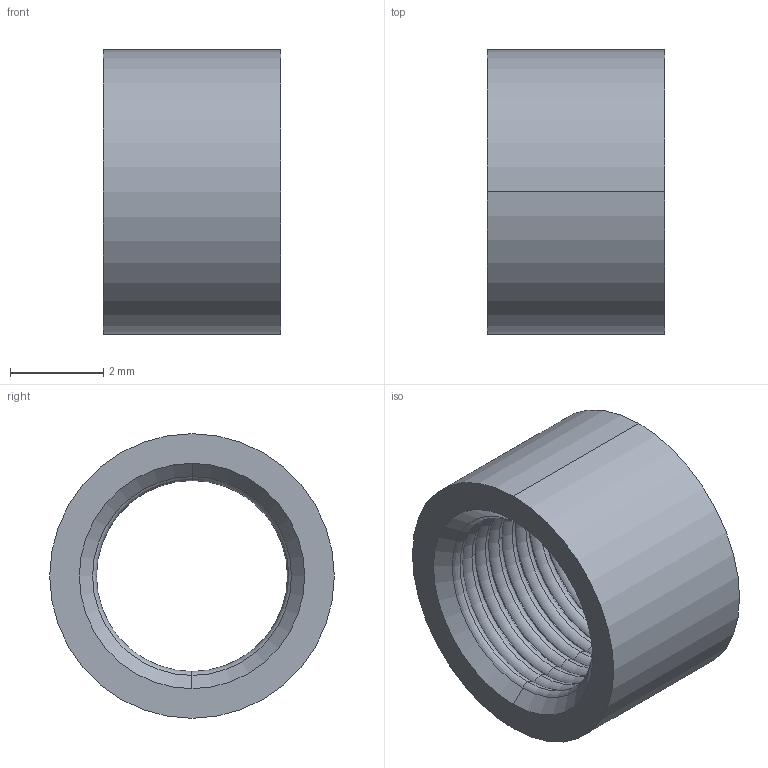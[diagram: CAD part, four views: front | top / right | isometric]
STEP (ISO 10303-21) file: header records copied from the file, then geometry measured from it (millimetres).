
FILE_DESCRIPTION (( 'STEP AP203' ), '1' );
FILE_NAME ('RNG 165.STEP', '2019-12-26T16:39:33', ( '' ), ( '' ), 'SwSTEP 2.0', 'SolidWorks 2018', '' );
FILE_SCHEMA (( 'CONFIG_CONTROL_DESIGN' ));
Length unit declared in the file: inch
Products named in the file (1): RNG 165
Bounding box: 3.81 x 6.1 x 6.1 mm (x, y, z)
Volume: 57.7 mm3; surface area: 163.6 mm2
Topology: 1 solids, 1 shells, 58 faces, 116 edges, 60 vertices
Faces by surface type: torus 36, cylinder 18, cone 2, plane 2
Entity records: 1583 total; most frequent: DIRECTION 330, CARTESIAN_POINT 235, ORIENTED_EDGE 232, AXIS2_PLACEMENT_3D 155, EDGE_CURVE 116, CIRCLE 96, EDGE_LOOP 60, VERTEX_POINT 60
